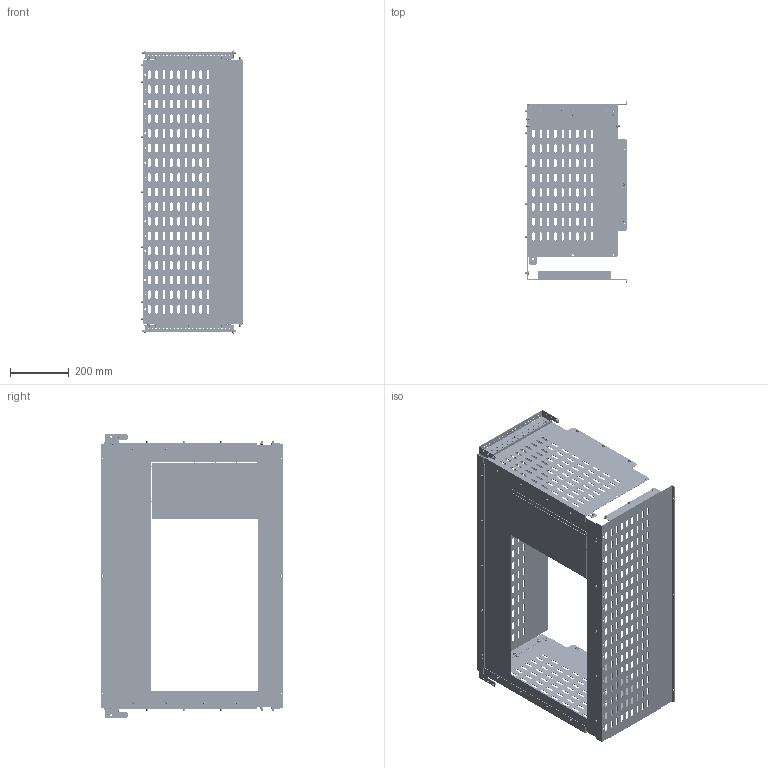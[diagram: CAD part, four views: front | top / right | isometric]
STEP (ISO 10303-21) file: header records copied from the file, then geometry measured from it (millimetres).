
FILE_DESCRIPTION (( 'STEP AP203' ), '1' );
FILE_NAME ('FO-00-3AGW-060-100 FORMAT Êîìïëåêò ñåêö. 2a-3a ARMAT ACB âûêàò. 600õ1000 IEK.STEP', '2025-01-21T09:02:41', ( '' ), ( '' ), 'SwSTEP 2.0', 'SolidWorks 2022', '' );
FILE_SCHEMA (( 'CONFIG_CONTROL_DESIGN' ));
Products named in the file (1): FO-00-3AGW-060-100 FORMAT Комплект секц. 2a-3a ARMAT ACB выкат. 600х1000 IEK
Bounding box: 348.2 x 622 x 966 mm (x, y, z)
Volume: 2060847.9 mm3; surface area: 2600050 mm2
Topology: 1 solids, 23 shells, 4499 faces, 12362 edges, 8096 vertices
Faces by surface type: cylinder 2521, plane 1578, cone 200, torus 200
Entity records: 147495 total; most frequent: DIRECTION 27028, CARTESIAN_POINT 24964, ORIENTED_EDGE 24724, EDGE_CURVE 12362, AXIS2_PLACEMENT_3D 10168, VERTEX_POINT 8096, LINE 6692, VECTOR 6692
